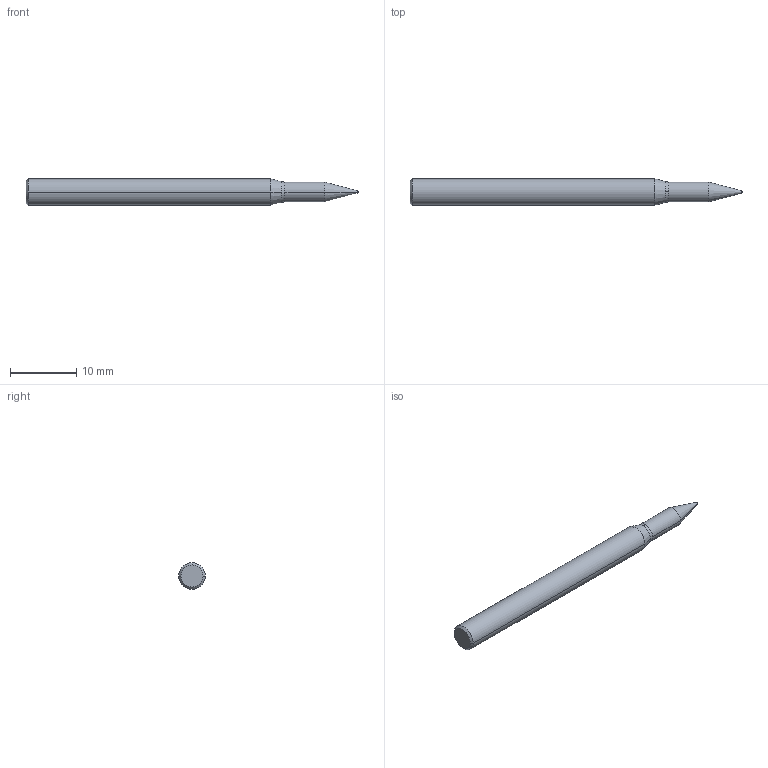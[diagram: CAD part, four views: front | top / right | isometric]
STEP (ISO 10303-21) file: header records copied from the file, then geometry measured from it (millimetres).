
FILE_DESCRIPTION(('STEP AP214'),'1');
FILE_NAME('607845805-000-00-E43.stp','2022-11-14T12:19:09',(' '),(' '),'Spatial InterOp 3D',' ',' ');
FILE_SCHEMA(('AUTOMOTIVE_DESIGN { 1 0 10303 214 1 1 1 1 }'));
Length unit declared in the file: millimetre
Products named in the file (1): 1
Bounding box: 50 x 4 x 4 mm (x, y, z)
Volume: 538 mm3; surface area: 594.5 mm2
Topology: 2 solids, 2 shells, 19 faces, 58 edges, 41 vertices
Faces by surface type: cone 8, cylinder 4, torus 4, plane 3
Entity records: 819 total; most frequent: DIRECTION 132, CARTESIAN_POINT 105, ORIENTED_EDGE 84, AXIS2_PLACEMENT_3D 54, EDGE_CURVE 42, CIRCLE 32, VERTEX_POINT 27, LINE 24
